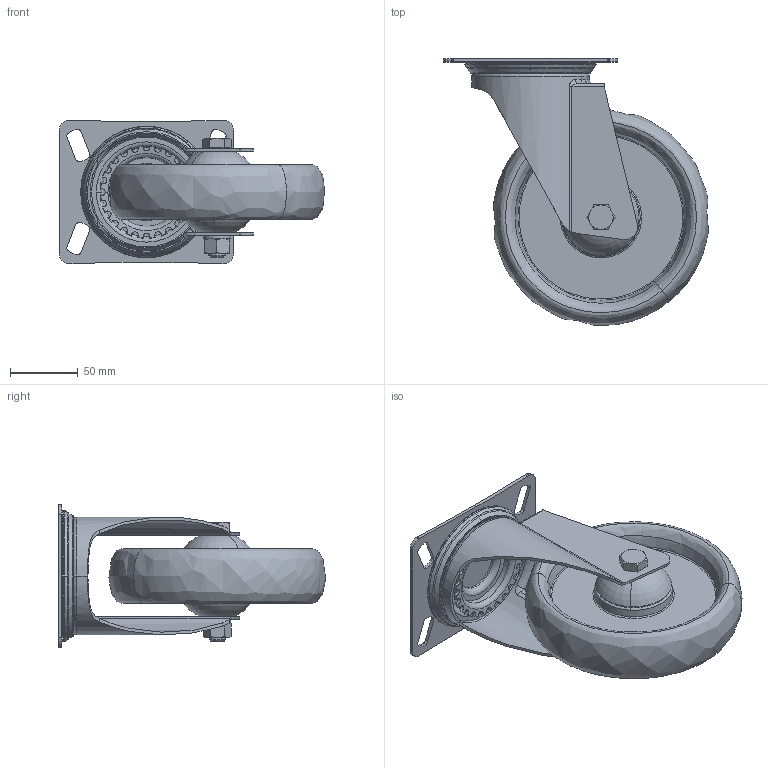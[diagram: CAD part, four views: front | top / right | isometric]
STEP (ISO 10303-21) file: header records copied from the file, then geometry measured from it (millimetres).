
FILE_DESCRIPTION (( 'STEP AP214' ), '1' );
FILE_NAME ('0027475.step', '2021-05-10T09:40:39', ( 'Windows-Benutzer' ), ( '' ), 'SwSTEP 2.0', 'SolidWorks 2020', '' );
FILE_SCHEMA (( 'AUTOMOTIVE_DESIGN' ));
Length unit declared in the file: millimetre
Products named in the file (1): 0027475
Bounding box: 195.66 x 196.85 x 106 mm (x, y, z)
Surface area: 228083.5 mm2 (no closed solid volume)
Topology: 0 solids, 12 shells, 441 faces, 1076 edges, 679 vertices
Faces by surface type: cylinder 148, bspline 121, plane 94, cone 60, torus 18
Entity records: 27108 total; most frequent: CARTESIAN_POINT 12584, ORIENTED_EDGE 2148, DIRECTION 1843, EDGE_CURVE 1076, AXIS2_PLACEMENT_3D 779, VERTEX_POINT 679, EDGE_LOOP 491, CIRCLE 458
